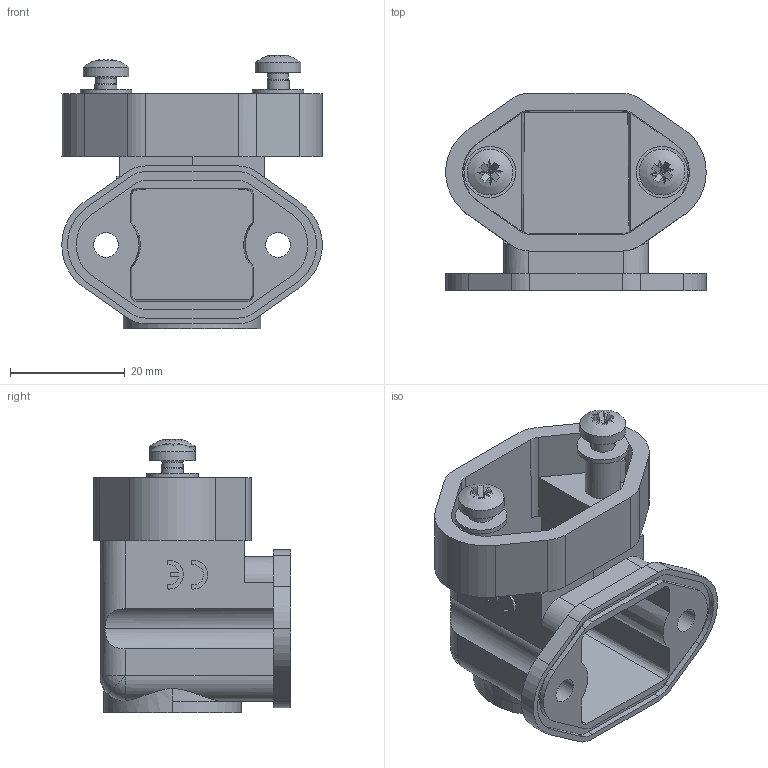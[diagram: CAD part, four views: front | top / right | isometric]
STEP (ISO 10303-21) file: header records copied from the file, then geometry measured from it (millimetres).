
FILE_DESCRIPTION(/* description */ (''),/* implementation_level */ '2;1');
FILE_NAME(/* name */ '3D_1130039001001_HP3A_H-BK-SE_V1.1.STP',/* time_stamp */ '2023-12-19T10:35:25+08:00',/* author */ (''),/* organization */ (''),/* preprocessor_version */ 'ST-DEVELOPER v18.1',/* originating_system */ 'SIEMENS PLM Software NX 1980',/* authorisation */ '');
FILE_SCHEMA (('AP203_CONFIGURATION_CONTROLLED_3D_DESIGN_OF_MECHANICAL_PARTS_AND_ASSEMBLIES_MIM_LF { 1 0 10303 403 2 1 2}'));
Length unit declared in the file: millimetre
Products named in the file (1): temp
Bounding box: 45.4 x 34.35 x 47.73 mm (x, y, z)
Volume: 13395.2 mm3; surface area: 12623.9 mm2
Topology: 5 solids, 5 shells, 308 faces, 764 edges, 481 vertices
Faces by surface type: plane 195, cylinder 85, cone 19, sphere 7, torus 2
Full cylindrical faces by diameter (mm): 3.61 x2, 3.838 x2, 4.3 x2, 8 x2, 9 x2
Entity records: 9298 total; most frequent: CARTESIAN_POINT 1917, DIRECTION 1509, ORIENTED_EDGE 1496, EDGE_CURVE 748, AXIS2_PLACEMENT_3D 532, VERTEX_POINT 481, LINE 445, VECTOR 445
